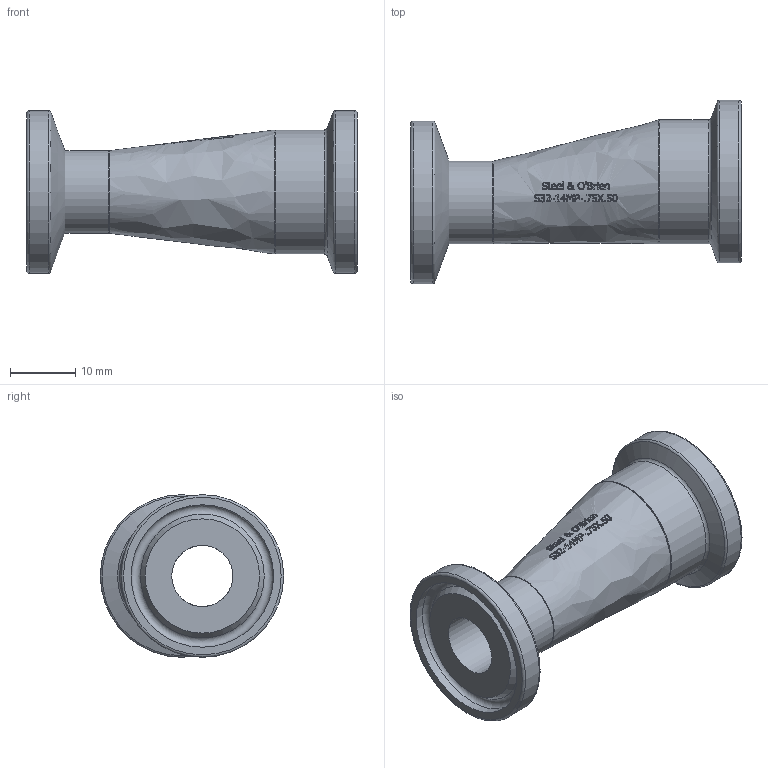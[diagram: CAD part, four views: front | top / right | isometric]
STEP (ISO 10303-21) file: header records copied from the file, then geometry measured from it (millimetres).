
FILE_DESCRIPTION(/* description */ (''),/* implementation_level */ '2;1');
FILE_NAME(/* name */ 'S32-14MP-.75X.50.stp',/* time_stamp */ '2018-11-27T13:42:36-05:00',/* author */ ('rick'),/* organization */ (''),/* preprocessor_version */ 'ST-DEVELOPER v15.2',/* originating_system */ 'Autodesk Inventor 2014',/* authorisation */ '');
FILE_SCHEMA (('AUTOMOTIVE_DESIGN { 1 0 10303 214 3 1 1 }'));
Length unit declared in the file: inch
Products named in the file (1): S32-14MP-.75X.50
Bounding box: 50.8 x 28.17 x 24.99 mm (x, y, z)
Volume: 5623 mm3; surface area: 6216.9 mm2
Topology: 1 solids, 1 shells, 486 faces, 1316 edges, 873 vertices
Faces by surface type: bspline 263, plane 200, torus 11, cylinder 8, cone 4
Full cylindrical faces by diameter (mm): 9.398 x1, 12.7 x1, 15.748 x1, 19.05 x1, 21.895 x2, 24.994 x2
Entity records: 19553 total; most frequent: CARTESIAN_POINT 9385, ORIENTED_EDGE 2586, EDGE_CURVE 1293, DIRECTION 1180, VERTEX_POINT 873, B_SPLINE_CURVE_WITH_KNOTS 655, EDGE_LOOP 552, ADVANCED_FACE 486
